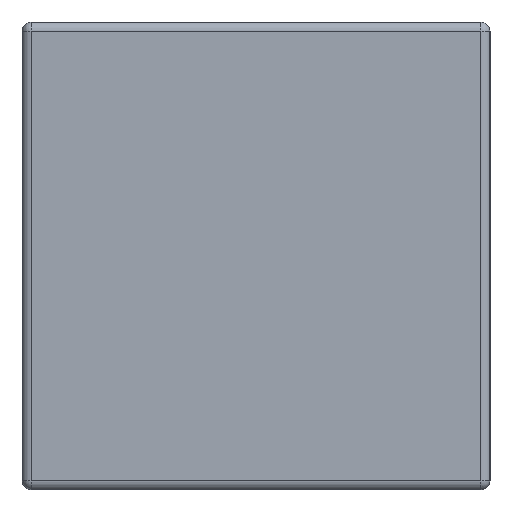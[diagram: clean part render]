
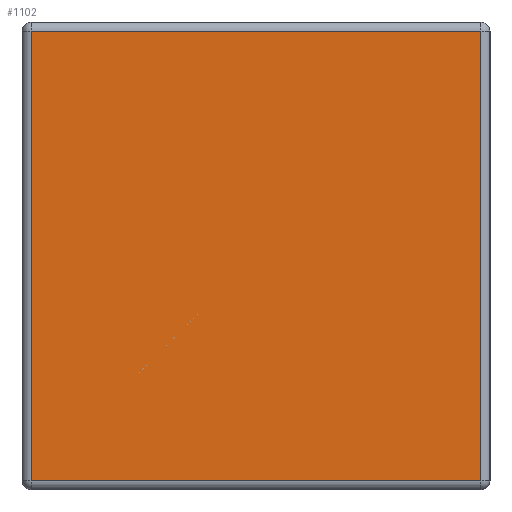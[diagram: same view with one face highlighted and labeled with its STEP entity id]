
A CAD part, left-side view. The second image highlights one B-rep face of the part: STEP entity #1102.
In plain terms, the highlighted planar face has unit normal (-1, 0, 0).
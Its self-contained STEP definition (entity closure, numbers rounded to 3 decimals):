
#58 = CARTESIAN_POINT ( 'NONE',  ( -0.5, 0.01, -0.25 ) ) ;
#91 = VECTOR ( 'NONE', #5412, 1000. ) ;
#122 = VERTEX_POINT ( 'NONE', #2111 ) ;
#260 = LINE ( 'NONE', #1649, #975 ) ;
#315 = LINE ( 'NONE', #3342, #4940 ) ;
#462 = VERTEX_POINT ( 'NONE', #3696 ) ;
#490 = ORIENTED_EDGE ( 'NONE', *, *, #5594, .T. ) ;
#614 = ORIENTED_EDGE ( 'NONE', *, *, #4993, .T. ) ;
#651 = AXIS2_PLACEMENT_3D ( 'NONE', #2628, #5778, #3576 ) ;
#965 = CARTESIAN_POINT ( 'NONE',  ( -0.5, 0.49, 0.24 ) ) ;
#975 = VECTOR ( 'NONE', #3021, 1000. ) ;
#1102 = ADVANCED_FACE ( 'NONE', ( #1776 ), #3974, .F. ) ;
#1153 = DIRECTION ( 'NONE',  ( 0., 0., -1. ) ) ;
#1385 = VERTEX_POINT ( 'NONE', #1476 ) ;
#1402 = ORIENTED_EDGE ( 'NONE', *, *, #5062, .T. ) ;
#1442 = LINE ( 'NONE', #4202, #4089 ) ;
#1476 = CARTESIAN_POINT ( 'NONE',  ( -0.5, 0.49, -0.24 ) ) ;
#1649 = CARTESIAN_POINT ( 'NONE',  ( -0.5, 0.5, -0.24 ) ) ;
#1776 = FACE_OUTER_BOUND ( 'NONE', #1959, .T. ) ;
#1959 = EDGE_LOOP ( 'NONE', ( #3111, #490, #1402, #614 ) ) ;
#2111 = CARTESIAN_POINT ( 'NONE',  ( -0.5, 0.01, -0.24 ) ) ;
#2628 = CARTESIAN_POINT ( 'NONE',  ( -0.5, 0.5, -0.25 ) ) ;
#3021 = DIRECTION ( 'NONE',  ( 0., -1., 0. ) ) ;
#3111 = ORIENTED_EDGE ( 'NONE', *, *, #3962, .T. ) ;
#3342 = CARTESIAN_POINT ( 'NONE',  ( -0.5, 0.49, -0.25 ) ) ;
#3576 = DIRECTION ( 'NONE',  ( 0., 0., -1. ) ) ;
#3696 = CARTESIAN_POINT ( 'NONE',  ( -0.5, 0.01, 0.24 ) ) ;
#3803 = DIRECTION ( 'NONE',  ( 0., 1., 0. ) ) ;
#3863 = LINE ( 'NONE', #58, #91 ) ;
#3962 = EDGE_CURVE ( 'NONE', #1385, #122, #260, .T. ) ;
#3974 = PLANE ( 'NONE',  #651 ) ;
#4089 = VECTOR ( 'NONE', #3803, 1000. ) ;
#4202 = CARTESIAN_POINT ( 'NONE',  ( -0.5, 0.5, 0.24 ) ) ;
#4522 = VERTEX_POINT ( 'NONE', #965 ) ;
#4940 = VECTOR ( 'NONE', #1153, 1000. ) ;
#4993 = EDGE_CURVE ( 'NONE', #4522, #1385, #315, .T. ) ;
#5062 = EDGE_CURVE ( 'NONE', #462, #4522, #1442, .T. ) ;
#5412 = DIRECTION ( 'NONE',  ( 0., 0., 1. ) ) ;
#5594 = EDGE_CURVE ( 'NONE', #122, #462, #3863, .T. ) ;
#5778 = DIRECTION ( 'NONE',  ( 1., 0., 0. ) ) ;
